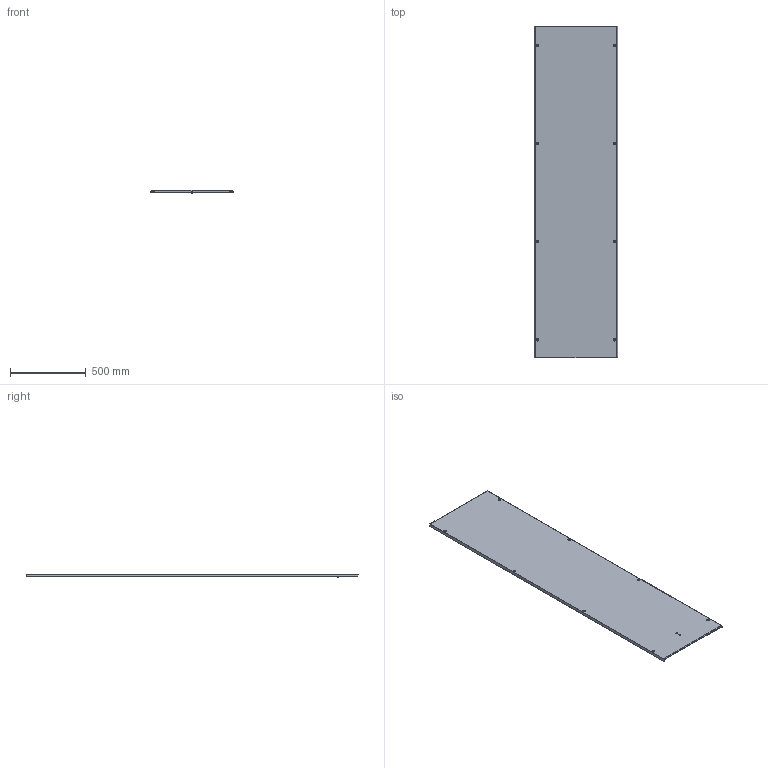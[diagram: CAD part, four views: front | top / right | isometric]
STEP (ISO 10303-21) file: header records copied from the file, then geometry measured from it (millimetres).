
FILE_DESCRIPTION (( 'STEP AP214' ), '1' );
FILE_NAME ('0396-7022-60-67.step', '2022-07-08T04:43:59', ( '' ), ( '' ), 'SwSTEP 2.0', 'SolidWorks 2019', '' );
FILE_SCHEMA (( 'AUTOMOTIVE_DESIGN' ));
Length unit declared in the file: millimetre
Products named in the file (1): 0396-7022-60-67
Bounding box: 549.88 x 2196.05 x 22.5 mm (x, y, z)
Volume: 1907814 mm3; surface area: 2548648.1 mm2
Topology: 9 solids, 9 shells, 217 faces, 454 edges, 296 vertices
Faces by surface type: plane 89, cylinder 64, cone 48, bspline 16
Entity records: 7849 total; most frequent: CARTESIAN_POINT 1508, DIRECTION 1026, ORIENTED_EDGE 908, EDGE_CURVE 454, AXIS2_PLACEMENT_3D 406, VERTEX_POINT 296, EDGE_LOOP 274, ADVANCED_FACE 217
